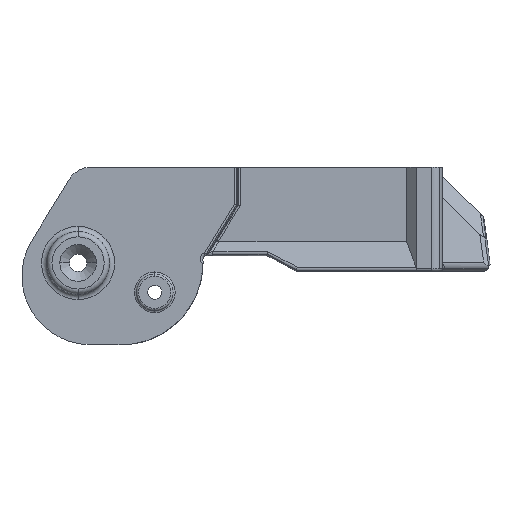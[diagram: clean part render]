
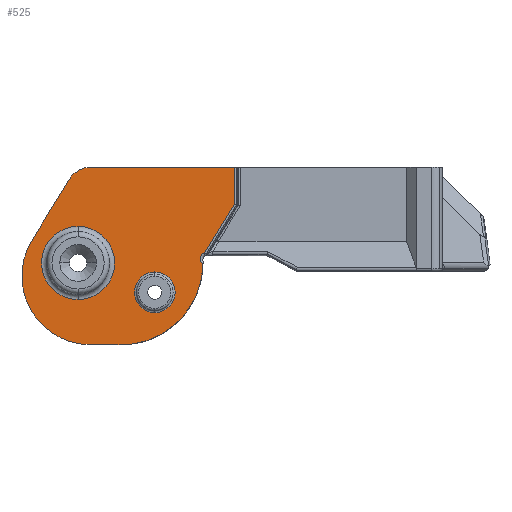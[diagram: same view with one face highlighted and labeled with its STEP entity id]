
A CAD part, left-side view. The second image highlights one B-rep face of the part: STEP entity #525.
In plain terms, the highlighted planar face has unit normal (-1, 0, 0).
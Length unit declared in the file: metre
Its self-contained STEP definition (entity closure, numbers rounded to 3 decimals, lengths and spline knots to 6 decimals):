
#525=ADVANCED_FACE('0:941',(#1514,#1515,#1516),#1517,.F.);
#1514=FACE_OUTER_BOUND('',#10163,.T.);
#1515=FACE_BOUND('',#10164,.T.);
#1516=FACE_BOUND('',#10165,.T.);
#1517=PLANE('',#10166);
#10163=EDGE_LOOP('',(#14220,#14221,#14222,#14223,#14224,#14225,#14226,#14227,#14228,#14229,#14230,#14231));
#10164=EDGE_LOOP('',(#14232,#14233));
#10165=EDGE_LOOP('',(#14234,#14235,#14236));
#10166=AXIS2_PLACEMENT_3D('',#14237,#14238,#14239);
#14220=ORIENTED_EDGE('',*,*,#15623,.F.);
#14221=ORIENTED_EDGE('',*,*,#15622,.F.);
#14222=ORIENTED_EDGE('',*,*,#14578,.F.);
#14223=ORIENTED_EDGE('',*,*,#15704,.T.);
#14224=ORIENTED_EDGE('',*,*,#15346,.T.);
#14225=ORIENTED_EDGE('',*,*,#15705,.F.);
#14226=ORIENTED_EDGE('',*,*,#14448,.F.);
#14227=ORIENTED_EDGE('',*,*,#15627,.T.);
#14228=ORIENTED_EDGE('',*,*,#15628,.F.);
#14229=ORIENTED_EDGE('',*,*,#14571,.F.);
#14230=ORIENTED_EDGE('',*,*,#15630,.T.);
#14231=ORIENTED_EDGE('',*,*,#15618,.T.);
#14232=ORIENTED_EDGE('',*,*,#14581,.F.);
#14233=ORIENTED_EDGE('',*,*,#15616,.F.);
#14234=ORIENTED_EDGE('',*,*,#15615,.F.);
#14235=ORIENTED_EDGE('',*,*,#15614,.F.);
#14236=ORIENTED_EDGE('',*,*,#14585,.F.);
#14237=CARTESIAN_POINT('',(-0.054429,-0.079586,0.044352));
#14238=DIRECTION('',(1.0,0.,0.));
#14239=DIRECTION('',(0.,-1.0,0.));
#14448=EDGE_CURVE('0:3383',#15819,#15815,#15821,.T.);
#14571=EDGE_CURVE('0:3080',#16060,#16056,#16062,.T.);
#14578=EDGE_CURVE('0:3053',#16073,#16075,#16076,.T.);
#14581=EDGE_CURVE('0:3035',#16078,#16081,#16082,.T.);
#14585=EDGE_CURVE('0:3032',#16086,#16089,#16090,.T.);
#15346=EDGE_CURVE('0:1976',#17386,#17384,#17387,.T.);
#15614=EDGE_CURVE('0:3032',#16089,#17746,#17747,.T.);
#15615=EDGE_CURVE('0:3032',#17746,#16086,#17748,.T.);
#15616=EDGE_CURVE('0:3035',#16081,#16078,#17749,.T.);
#15618=EDGE_CURVE('0:3041',#17752,#17750,#17753,.F.);
#15622=EDGE_CURVE('0:3059',#16075,#17756,#17758,.T.);
#15623=EDGE_CURVE('0:3062',#17756,#17750,#17759,.T.);
#15627=EDGE_CURVE('0:3077',#15819,#17763,#17765,.F.);
#15628=EDGE_CURVE('0:3080',#16056,#17763,#17766,.T.);
#15630=EDGE_CURVE('0:3089',#16060,#17752,#17768,.F.);
#15704=EDGE_CURVE('0:3380',#16073,#17386,#17861,.T.);
#15705=EDGE_CURVE('0:3383',#15815,#17384,#17862,.T.);
#15815=VERTEX_POINT('',#18115);
#15819=VERTEX_POINT('',#18120);
#15821=CIRCLE('',#18123,0.005);
#16056=VERTEX_POINT('',#18460);
#16060=VERTEX_POINT('',#18465);
#16062=CIRCLE('',#18468,0.013158);
#16073=VERTEX_POINT('',#18482);
#16075=VERTEX_POINT('',#18484);
#16076=LINE('',#18485,#18486);
#16078=VERTEX_POINT('',#18488);
#16081=VERTEX_POINT('',#18491);
#16082=CIRCLE('',#18492,0.0039);
#16086=VERTEX_POINT('',#18496);
#16089=VERTEX_POINT('',#18499);
#16090=CIRCLE('',#18500,0.007);
#17384=VERTEX_POINT('',#20868);
#17386=VERTEX_POINT('',#20871);
#17387=LINE('',#20872,#20873);
#17746=VERTEX_POINT('',#21914);
#17747=CIRCLE('',#21915,0.007);
#17748=CIRCLE('',#21916,0.007);
#17749=CIRCLE('',#21917,0.0039);
#17750=VERTEX_POINT('',#21918);
#17752=VERTEX_POINT('',#21929);
#17753=CIRCLE('',#21930,0.015789);
#17756=VERTEX_POINT('',#21934);
#17758=CIRCLE('',#21936,0.00007);
#17759=CIRCLE('',#21937,0.00113);
#17763=VERTEX_POINT('',#21942);
#17765=LINE('',#21945,#21946);
#17766=CIRCLE('',#21947,0.013158);
#17768=LINE('',#21949,#21950);
#17861=LINE('',#22147,#22148);
#17862=CIRCLE('',#22149,0.005);
#18115=CARTESIAN_POINT('',(-0.054429,-0.016757,0.053187));
#18120=CARTESIAN_POINT('',(-0.054429,-0.014937,0.051437));
#18123=AXIS2_PLACEMENT_3D('',#22250,#22251,#22252);
#18460=CARTESIAN_POINT('',(-0.054429,-0.007532,0.026549));
#18465=CARTESIAN_POINT('',(-0.054429,-0.018946,0.019782));
#18468=AXIS2_PLACEMENT_3D('',#22488,#22489,#22490);
#18482=CARTESIAN_POINT('',(-0.054429,-0.046671,0.046761));
#18484=CARTESIAN_POINT('',(-0.054429,-0.040904,0.037368));
#18485=CARTESIAN_POINT('',(-0.054429,-0.048436,0.049636));
#18486=VECTOR('',#22503,1.0);
#18488=CARTESIAN_POINT('',(-0.054429,-0.031324,0.033724));
#18491=CARTESIAN_POINT('',(-0.054429,-0.031324,0.025924));
#18492=AXIS2_PLACEMENT_3D('',#22510,#22511,#22512);
#18496=CARTESIAN_POINT('',(-0.054429,-0.01664,0.028456));
#18499=CARTESIAN_POINT('',(-0.054429,-0.01664,0.042456));
#18500=AXIS2_PLACEMENT_3D('',#22522,#22523,#22524);
#20868=CARTESIAN_POINT('',(-0.054429,-0.0192,0.053824));
#20871=CARTESIAN_POINT('',(-0.054429,-0.046671,0.053824));
#20872=CARTESIAN_POINT('',(-0.054429,-0.054526,0.053824));
#20873=VECTOR('',#23956,1.);
#21914=CARTESIAN_POINT('',(-0.054429,-0.00964,0.035456));
#21915=AXIS2_PLACEMENT_3D('',#24465,#24466,#24467);
#21916=AXIS2_PLACEMENT_3D('',#24468,#24469,#24470);
#21917=AXIS2_PLACEMENT_3D('',#24471,#24472,#24473);
#21918=CARTESIAN_POINT('',(-0.054429,-0.040568,0.03528));
#21929=CARTESIAN_POINT('',(-0.054429,-0.024675,0.019744));
#21930=AXIS2_PLACEMENT_3D('',#24474,#24475,#24476);
#21934=CARTESIAN_POINT('',(-0.054429,-0.040863,0.037337));
#21936=AXIS2_PLACEMENT_3D('',#24484,#24485,#24486);
#21937=AXIS2_PLACEMENT_3D('',#24487,#24488,#24489);
#21942=CARTESIAN_POINT('',(-0.054429,-0.007815,0.039815));
#21945=CARTESIAN_POINT('',(-0.054429,-0.014642,0.050956));
#21946=VECTOR('',#24495,1.0);
#21947=AXIS2_PLACEMENT_3D('',#24496,#24497,#24498);
#21949=CARTESIAN_POINT('',(-0.054429,-0.050716,0.01957));
#21950=VECTOR('',#24502,1.0);
#22147=CARTESIAN_POINT('',(-0.054429,-0.046671,0.052684));
#22148=VECTOR('',#24617,1.);
#22149=AXIS2_PLACEMENT_3D('',#24618,#24619,#24620);
#22250=CARTESIAN_POINT('',(-0.054429,-0.0192,0.048824));
#22251=DIRECTION('',(1.0,0.,0.));
#22252=DIRECTION('',(0.,0.489,0.872));
#22488=CARTESIAN_POINT('',(-0.054429,-0.019034,0.03294));
#22489=DIRECTION('',(1.0,0.,0.));
#22490=DIRECTION('',(0.,0.874,-0.486));
#22503=DIRECTION('',(0.,0.523,-0.852));
#22510=CARTESIAN_POINT('',(-0.054429,-0.031324,0.029824));
#22511=DIRECTION('',(-1.0,0.,0.));
#22512=DIRECTION('',(0.,0.,-1.0));
#22522=CARTESIAN_POINT('',(-0.054429,-0.01664,0.035456));
#22523=DIRECTION('',(-1.0,0.,0.));
#22524=DIRECTION('',(0.,-1.0,0.));
#23956=DIRECTION('',(0.,1.0,0.));
#24465=CARTESIAN_POINT('',(-0.054429,-0.01664,0.035456));
#24466=DIRECTION('',(-1.0,0.,0.));
#24467=DIRECTION('',(0.,-1.0,0.));
#24468=CARTESIAN_POINT('',(-0.054429,-0.01664,0.035456));
#24469=DIRECTION('',(-1.0,0.,0.));
#24470=DIRECTION('',(0.,-1.0,0.));
#24471=CARTESIAN_POINT('',(-0.054429,-0.031324,0.029824));
#24472=DIRECTION('',(-1.0,0.,0.));
#24473=DIRECTION('',(0.,0.,-1.0));
#24474=CARTESIAN_POINT('',(-0.054429,-0.024781,0.035533));
#24475=DIRECTION('',(1.0,0.,0.));
#24476=DIRECTION('',(0.,0.569,-0.822));
#24484=CARTESIAN_POINT('',(-0.054429,-0.040845,0.037405));
#24485=DIRECTION('',(1.0,0.,0.));
#24486=DIRECTION('',(0.,0.852,0.523));
#24487=CARTESIAN_POINT('',(-0.054429,-0.041154,0.036246));
#24488=DIRECTION('',(-1.0,0.,0.));
#24489=DIRECTION('',(0.,-0.258,-0.966));
#24495=DIRECTION('',(0.,-0.522,0.853));
#24496=CARTESIAN_POINT('',(-0.054429,-0.019034,0.03294));
#24497=DIRECTION('',(1.0,0.,0.));
#24498=DIRECTION('',(0.,0.874,-0.486));
#24502=DIRECTION('',(0.,1.,0.007));
#24617=DIRECTION('',(0.,0.,1.0));
#24618=CARTESIAN_POINT('',(-0.054429,-0.0192,0.048824));
#24619=DIRECTION('',(1.0,0.,0.));
#24620=DIRECTION('',(0.,0.489,0.872));
